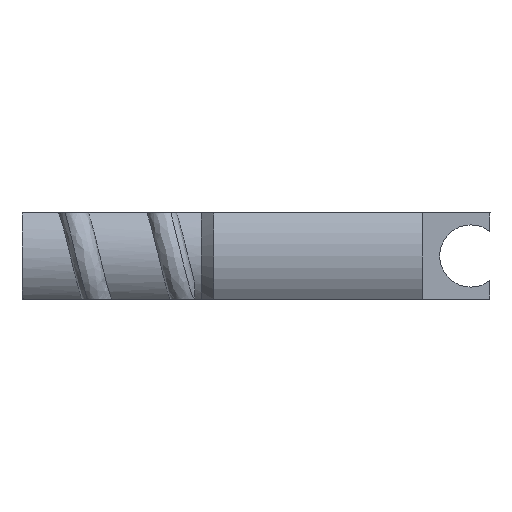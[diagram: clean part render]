
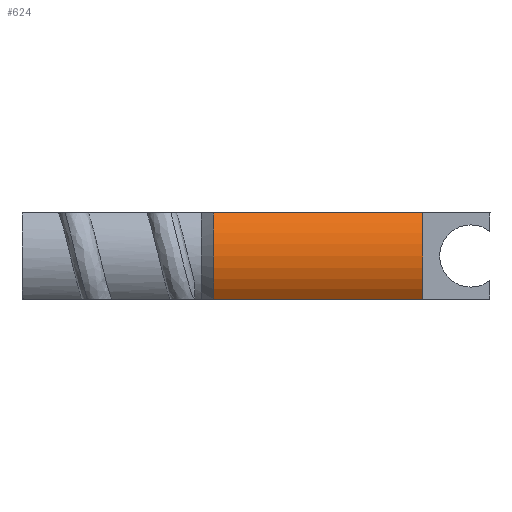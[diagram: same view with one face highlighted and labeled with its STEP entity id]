
A CAD part, front view. The second image highlights one B-rep face of the part: STEP entity #624.
In plain terms, the highlighted cylindrical face has radius 7.375 mm (diameter 14.75 mm), a partial arc.
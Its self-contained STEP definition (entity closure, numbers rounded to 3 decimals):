
#32=CIRCLE('',#666,7.375);
#37=CIRCLE('',#682,7.375);
#50=CYLINDRICAL_SURFACE('',#684,7.375);
#71=FACE_OUTER_BOUND('',#106,.T.);
#106=EDGE_LOOP('',(#511,#512,#513,#514));
#172=LINE('',#843,#209);
#205=LINE('',#1153,#242);
#209=VECTOR('',#709,10.);
#242=VECTOR('',#778,10.);
#247=VERTEX_POINT('',#840);
#248=VERTEX_POINT('',#842);
#270=VERTEX_POINT('',#991);
#298=VERTEX_POINT('',#1149);
#311=EDGE_CURVE('',#247,#248,#172,.T.);
#336=EDGE_CURVE('',#270,#247,#32,.T.);
#373=EDGE_CURVE('',#298,#270,#205,.T.);
#377=EDGE_CURVE('',#248,#298,#37,.F.);
#511=ORIENTED_EDGE('',*,*,#377,.F.);
#512=ORIENTED_EDGE('',*,*,#311,.F.);
#513=ORIENTED_EDGE('',*,*,#336,.F.);
#514=ORIENTED_EDGE('',*,*,#373,.F.);
#624=ADVANCED_FACE('',(#71),#50,.T.);
#666=AXIS2_PLACEMENT_3D('',#992,#734,#735);
#682=AXIS2_PLACEMENT_3D('',#1170,#789,#790);
#684=AXIS2_PLACEMENT_3D('',#1251,#793,#794);
#709=DIRECTION('',(-1.,0.,0.));
#734=DIRECTION('center_axis',(1.,0.,0.));
#735=DIRECTION('ref_axis',(0.,1.,0.));
#778=DIRECTION('',(1.,0.,0.));
#789=DIRECTION('center_axis',(1.,0.,0.));
#790=DIRECTION('ref_axis',(0.,-1.,0.));
#793=DIRECTION('center_axis',(-1.,0.,0.));
#794=DIRECTION('ref_axis',(0.,-1.,0.));
#840=CARTESIAN_POINT('',(24.116,-90.843,-4.5));
#842=CARTESIAN_POINT('',(2.259,-90.843,-4.5));
#843=CARTESIAN_POINT('',(0.183,-90.843,-4.5));
#991=CARTESIAN_POINT('',(24.116,-90.843,4.5));
#992=CARTESIAN_POINT('Origin',(24.116,-85.,0.));
#1149=CARTESIAN_POINT('',(2.259,-90.843,4.5));
#1153=CARTESIAN_POINT('',(18.116,-90.843,4.5));
#1170=CARTESIAN_POINT('Origin',(2.259,-85.,0.));
#1251=CARTESIAN_POINT('Origin',(18.116,-85.,0.));
